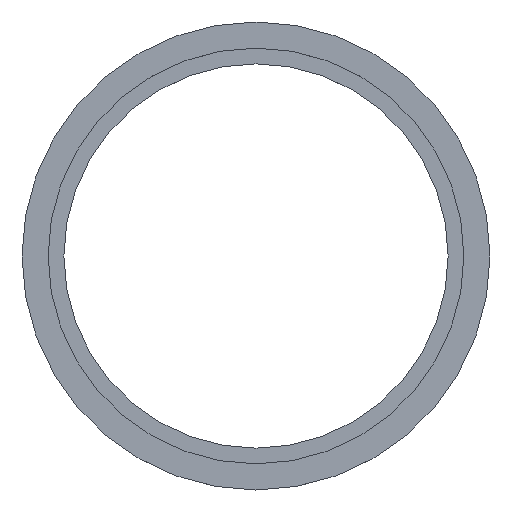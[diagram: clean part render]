
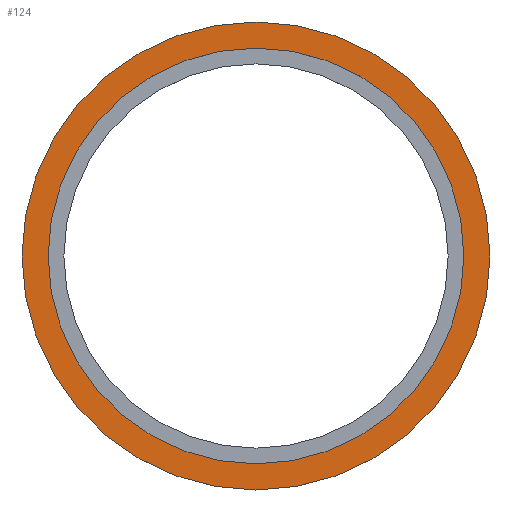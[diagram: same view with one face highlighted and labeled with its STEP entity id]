
A CAD part, top view. The second image highlights one B-rep face of the part: STEP entity #124.
In plain terms, the highlighted planar face has unit normal (0, 0, 1).
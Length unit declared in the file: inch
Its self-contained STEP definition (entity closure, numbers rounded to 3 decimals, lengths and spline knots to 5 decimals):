
#19=PLANE('',#164);
#29=FACE_BOUND('',#59,.T.);
#39=FACE_OUTER_BOUND('',#58,.T.);
#58=EDGE_LOOP('',(#108));
#59=EDGE_LOOP('',(#109));
#65=CIRCLE('',#154,4.197);
#69=CIRCLE('',#163,4.725);
#75=VERTEX_POINT('',#222);
#79=VERTEX_POINT('',#235);
#85=EDGE_CURVE('',#75,#75,#65,.T.);
#89=EDGE_CURVE('',#79,#79,#69,.T.);
#108=ORIENTED_EDGE('',*,*,#89,.F.);
#109=ORIENTED_EDGE('',*,*,#85,.T.);
#124=ADVANCED_FACE('',(#39,#29),#19,.F.);
#154=AXIS2_PLACEMENT_3D('',#223,#185,#186);
#163=AXIS2_PLACEMENT_3D('',#236,#203,#204);
#164=AXIS2_PLACEMENT_3D('',#237,#205,#206);
#185=DIRECTION('center_axis',(0.,0.,-1.));
#186=DIRECTION('ref_axis',(1.,0.,0.));
#203=DIRECTION('center_axis',(0.,0.,-1.));
#204=DIRECTION('ref_axis',(-1.,0.,0.));
#205=DIRECTION('center_axis',(0.,0.,-1.));
#206=DIRECTION('ref_axis',(-1.,0.,0.));
#222=CARTESIAN_POINT('',(4.197,0.,0.));
#223=CARTESIAN_POINT('Origin',(0.,0.,0.));
#235=CARTESIAN_POINT('',(4.725,0.,0.));
#236=CARTESIAN_POINT('Origin',(0.,0.,0.));
#237=CARTESIAN_POINT('Origin',(0.,0.,0.));
